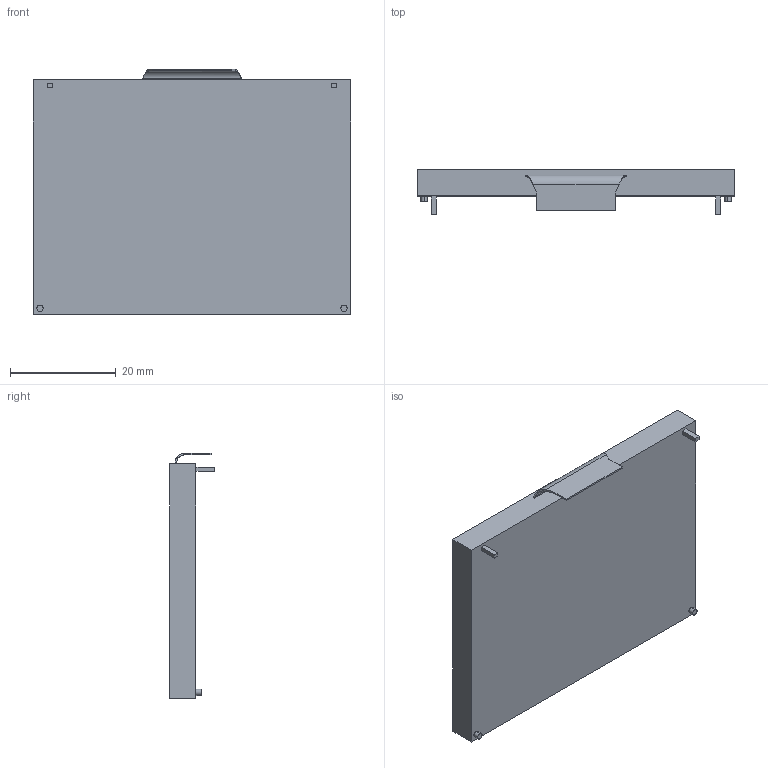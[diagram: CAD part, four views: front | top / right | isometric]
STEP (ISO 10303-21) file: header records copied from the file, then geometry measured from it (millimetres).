
FILE_DESCRIPTION (( 'STEP AP214' ), '1' );
FILE_NAME ('WO12864A1-TFH# short connector.STEP', '2023-07-31T08:45:32', ( '' ), ( '' ), 'SwSTEP 2.0', 'SolidWorks 2019', '' );
FILE_SCHEMA (( 'AUTOMOTIVE_DESIGN' ));
Length unit declared in the file: millimetre
Products named in the file (1): WO12864A1-TFH# short connector
Bounding box: 60.1 x 8.5 x 46.5 mm (x, y, z)
Volume: 13408.5 mm3; surface area: 6693.2 mm2
Topology: 2 solids, 2 shells, 43 faces, 94 edges, 60 vertices
Faces by surface type: plane 35, cylinder 6, bspline 2
Entity records: 1310 total; most frequent: CARTESIAN_POINT 280, ORIENTED_EDGE 188, DIRECTION 178, EDGE_CURVE 94, VECTOR 78, LINE 78, VERTEX_POINT 60, AXIS2_PLACEMENT_3D 50
